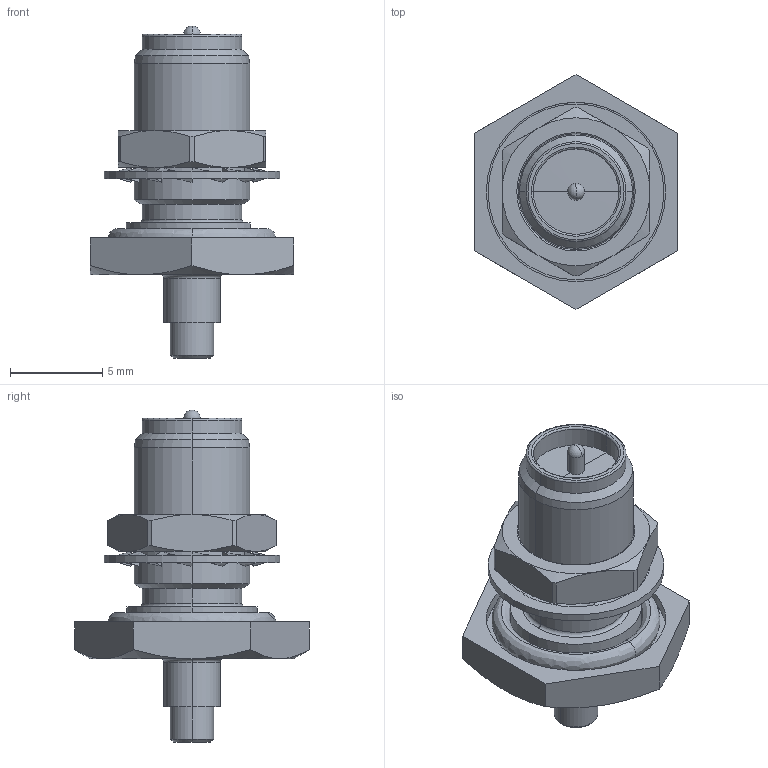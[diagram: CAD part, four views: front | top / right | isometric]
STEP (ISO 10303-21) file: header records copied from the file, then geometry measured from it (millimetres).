
FILE_DESCRIPTION (( 'STEP AP214' ), '1' );
FILE_NAME ('J01151R0151.STEP', '2021-01-27T15:32:48', ( '' ), ( '' ), 'SwSTEP 2.0', 'SolidWorks 2020', '' );
FILE_SCHEMA (( 'AUTOMOTIVE_DESIGN' ));
Length unit declared in the file: millimetre
Products named in the file (1): J01151R0151
Bounding box: 11 x 12.7 x 17.95 mm (x, y, z)
Volume: 607.1 mm3; surface area: 843.1 mm2
Topology: 3 solids, 3 shells, 164 faces, 392 edges, 239 vertices
Faces by surface type: plane 50, bspline 40, cone 34, cylinder 30, torus 8, sphere 2
Entity records: 7122 total; most frequent: CARTESIAN_POINT 1714, ORIENTED_EDGE 780, DIRECTION 666, EDGE_CURVE 390, VERTEX_POINT 239, AXIS2_PLACEMENT_3D 239, LINE 188, VECTOR 188
